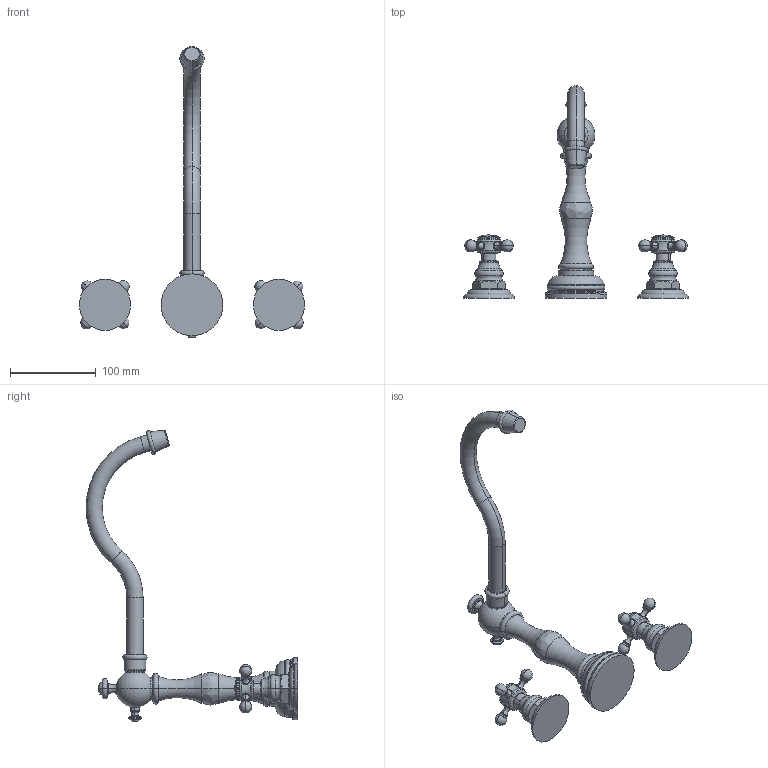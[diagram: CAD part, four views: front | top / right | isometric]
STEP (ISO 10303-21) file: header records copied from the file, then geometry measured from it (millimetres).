
FILE_DESCRIPTION((''),'2;1');
FILE_NAME('3-936','2021-03-16T11:17:33',('jinson.thomas'),(''),'CREO PARAMETRIC BY PTC INC, 2018400','CREO PARAMETRIC BY PTC INC, 2018400','');
FILE_SCHEMA(('CONFIG_CONTROL_DESIGN'));
Length unit declared in the file: inch
Products named in the file (1): 3-936
Bounding box: 263.14 x 247.51 x 340.23 mm (x, y, z)
Volume: 479525.7 mm3; surface area: 87951.9 mm2
Topology: 3 solids, 3 shells, 511 faces, 1143 edges, 666 vertices
Faces by surface type: torus 146, plane 141, cylinder 122, cone 46, sphere 34, bspline 14, extrusion 8
Entity records: 16292 total; most frequent: CARTESIAN_POINT 4756, DIRECTION 2699, ORIENTED_EDGE 2246, AXIS2_PLACEMENT_3D 1206, EDGE_CURVE 1123, CIRCLE 717, VERTEX_POINT 666, EDGE_LOOP 559
